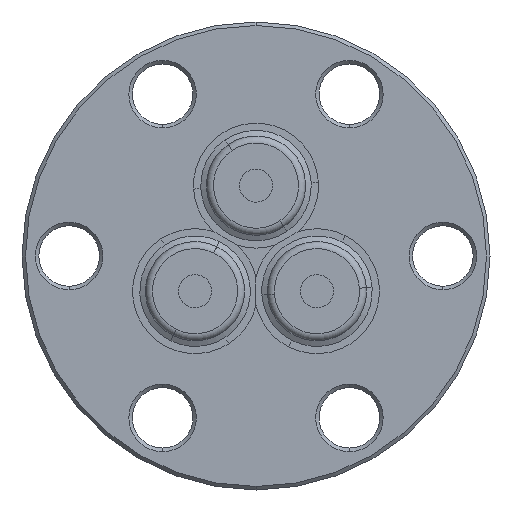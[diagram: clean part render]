
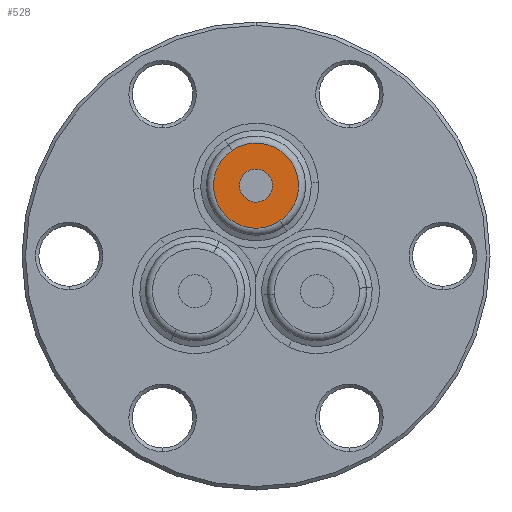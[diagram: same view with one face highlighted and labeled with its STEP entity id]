
A CAD part, front view. The second image highlights one B-rep face of the part: STEP entity #528.
In plain terms, the highlighted planar face has unit normal (0, -1, 0).
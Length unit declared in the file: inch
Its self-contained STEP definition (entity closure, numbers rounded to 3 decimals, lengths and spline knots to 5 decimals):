
#92 = ORIENTED_EDGE ( 'NONE', *, *, #4186, .T. ) ;
#125 = PLANE ( 'NONE',  #2248 ) ;
#303 = CARTESIAN_POINT ( 'NONE',  ( 0., -0.73289, 0.2 ) ) ;
#358 = CARTESIAN_POINT ( 'NONE',  ( 0., -0.73289, 0.2 ) ) ;
#432 = EDGE_LOOP ( 'NONE', ( #2129, #3258 ) ) ;
#470 = CIRCLE ( 'NONE', #4076, 0.047 ) ;
#528 = ADVANCED_FACE ( 'NONE', ( #1567, #1232 ), #125, .T. ) ;
#794 = DIRECTION ( 'NONE',  ( 1., 0., 0. ) ) ;
#866 = CIRCLE ( 'NONE', #1463, 0.121 ) ;
#1232 = FACE_OUTER_BOUND ( 'NONE', #432, .T. ) ;
#1297 = VERTEX_POINT ( 'NONE', #1858 ) ;
#1377 = EDGE_CURVE ( 'NONE', #1831, #3686, #470, .T. ) ;
#1463 = AXIS2_PLACEMENT_3D ( 'NONE', #358, #1790, #2793 ) ;
#1567 = FACE_BOUND ( 'NONE', #3212, .T. ) ;
#1570 = CIRCLE ( 'NONE', #2002, 0.121 ) ;
#1722 = DIRECTION ( 'NONE',  ( 0., 1., 0. ) ) ;
#1790 = DIRECTION ( 'NONE',  ( 0., -1., 0. ) ) ;
#1831 = VERTEX_POINT ( 'NONE', #2963 ) ;
#1858 = CARTESIAN_POINT ( 'NONE',  ( -0.06766, -0.73289, 0.30031 ) ) ;
#2002 = AXIS2_PLACEMENT_3D ( 'NONE', #3468, #3147, #3123 ) ;
#2129 = ORIENTED_EDGE ( 'NONE', *, *, #2474, .T. ) ;
#2248 = AXIS2_PLACEMENT_3D ( 'NONE', #2604, #4043, #2629 ) ;
#2274 = VERTEX_POINT ( 'NONE', #3965 ) ;
#2323 = DIRECTION ( 'NONE',  ( 1., 0., 0. ) ) ;
#2403 = CARTESIAN_POINT ( 'NONE',  ( 0.00259, -0.73289, 0.15307 ) ) ;
#2474 = EDGE_CURVE ( 'NONE', #2274, #1297, #1570, .T. ) ;
#2604 = CARTESIAN_POINT ( 'NONE',  ( -0.01658, -0.73289, 0.18882 ) ) ;
#2629 = DIRECTION ( 'NONE',  ( 0.559, 0., -0.829 ) ) ;
#2793 = DIRECTION ( 'NONE',  ( 0.559, 0., -0.829 ) ) ;
#2963 = CARTESIAN_POINT ( 'NONE',  ( -0.00259, -0.73289, 0.24693 ) ) ;
#3123 = DIRECTION ( 'NONE',  ( 0.559, 0., -0.829 ) ) ;
#3147 = DIRECTION ( 'NONE',  ( 0., -1., 0. ) ) ;
#3212 = EDGE_LOOP ( 'NONE', ( #3724, #92 ) ) ;
#3258 = ORIENTED_EDGE ( 'NONE', *, *, #3810, .T. ) ;
#3261 = CIRCLE ( 'NONE', #3852, 0.047 ) ;
#3468 = CARTESIAN_POINT ( 'NONE',  ( 0., -0.73289, 0.2 ) ) ;
#3624 = CARTESIAN_POINT ( 'NONE',  ( 0., -0.73289, 0.2 ) ) ;
#3686 = VERTEX_POINT ( 'NONE', #2403 ) ;
#3692 = DIRECTION ( 'NONE',  ( 0., 1., 0. ) ) ;
#3724 = ORIENTED_EDGE ( 'NONE', *, *, #1377, .T. ) ;
#3810 = EDGE_CURVE ( 'NONE', #1297, #2274, #866, .T. ) ;
#3852 = AXIS2_PLACEMENT_3D ( 'NONE', #303, #1722, #2323 ) ;
#3965 = CARTESIAN_POINT ( 'NONE',  ( 0.06766, -0.73289, 0.09969 ) ) ;
#4043 = DIRECTION ( 'NONE',  ( 0., -1., 0. ) ) ;
#4076 = AXIS2_PLACEMENT_3D ( 'NONE', #3624, #3692, #794 ) ;
#4186 = EDGE_CURVE ( 'NONE', #3686, #1831, #3261, .T. ) ;
